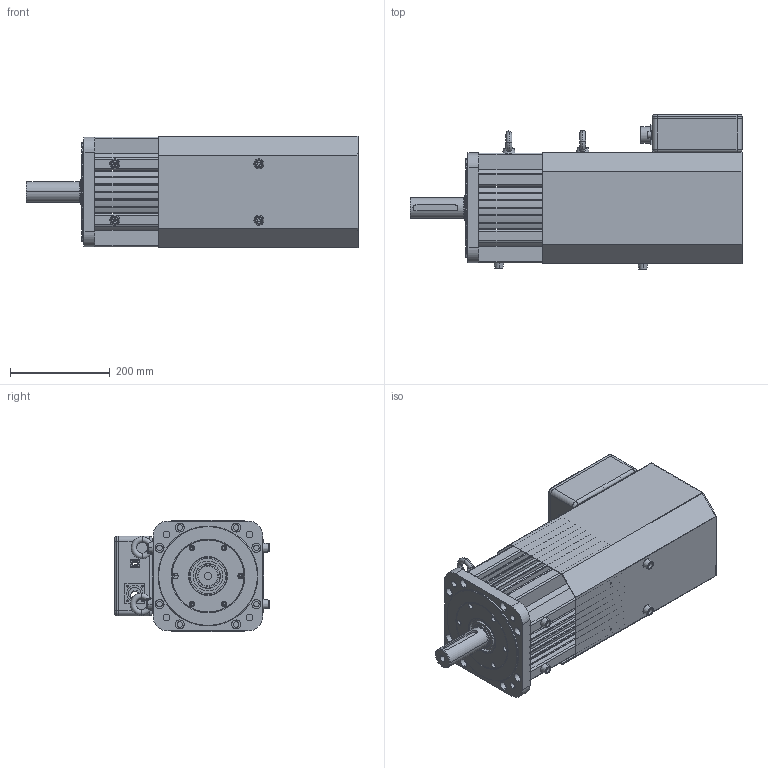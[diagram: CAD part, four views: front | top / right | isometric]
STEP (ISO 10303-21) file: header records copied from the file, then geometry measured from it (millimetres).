
FILE_DESCRIPTION (( 'STEP AP203' ), '1' );
FILE_NAME ('MS-220STE-TL70015BZ-411P0-S01.STEP', '2021-01-22T06:11:49', ( '' ), ( '' ), 'SwSTEP 2.0', 'SolidWorks 2016', '' );
FILE_SCHEMA (( 'CONFIG_CONTROL_DESIGN' ));
Length unit declared in the file: millimetre
Products named in the file (1): MS-220STE-TL70015BZ-411P0-S01
Bounding box: 665 x 309 x 223 mm (x, y, z)
Surface area: 1356225.2 mm2 (no closed solid volume)
Topology: 0 solids, 34 shells, 543 faces, 1772 edges, 1270 vertices
Faces by surface type: cylinder 269, plane 200, cone 40, torus 28, bspline 6
Entity records: 21317 total; most frequent: CARTESIAN_POINT 5288, DIRECTION 3720, ORIENTED_EDGE 2661, EDGE_CURVE 1768, AXIS2_PLACEMENT_3D 1450, VERTEX_POINT 1270, CIRCLE 912, LINE 820
